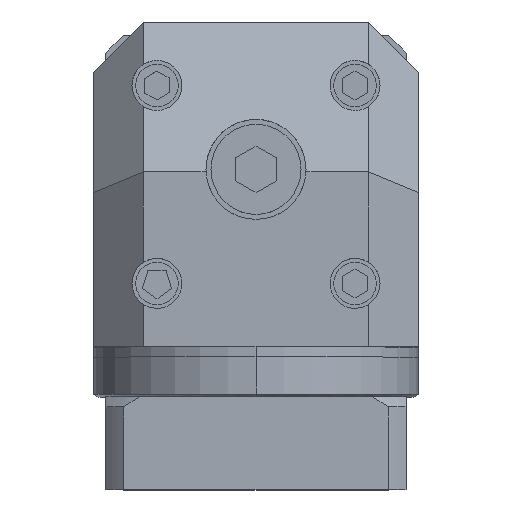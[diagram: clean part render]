
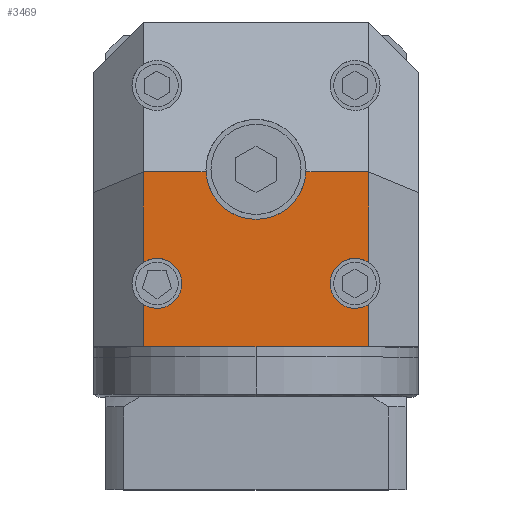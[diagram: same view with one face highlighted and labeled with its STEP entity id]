
A CAD part, top view. The second image highlights one B-rep face of the part: STEP entity #3469.
In plain terms, the highlighted planar face has unit normal (0, 0, 1).
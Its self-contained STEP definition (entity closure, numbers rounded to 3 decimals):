
#40 = CARTESIAN_POINT ( 'NONE',  ( -22.5, -15.591, 65. ) ) ;
#171 = DIRECTION ( 'NONE',  ( 1., 0., 0. ) ) ;
#186 = DIRECTION ( 'NONE',  ( 0., 0., 1. ) ) ;
#195 = CARTESIAN_POINT ( 'NONE',  ( 19.799, -19.799, 65. ) ) ;
#259 = CARTESIAN_POINT ( 'NONE',  ( 22.5, -24.007, 65. ) ) ;
#304 = AXIS2_PLACEMENT_3D ( 'NONE', #195, #186, #171 ) ;
#329 = ORIENTED_EDGE ( 'NONE', *, *, #4768, .T. ) ;
#367 = EDGE_CURVE ( 'NONE', #3535, #3322, #541, .T. ) ;
#403 = VECTOR ( 'NONE', #1359, 1000. ) ;
#491 = VERTEX_POINT ( 'NONE', #6149 ) ;
#541 = CIRCLE ( 'NONE', #304, 5. ) ;
#691 = ORIENTED_EDGE ( 'NONE', *, *, #5926, .F. ) ;
#807 = CARTESIAN_POINT ( 'NONE',  ( -19.799, -19.799, 65. ) ) ;
#825 = AXIS2_PLACEMENT_3D ( 'NONE', #7000, #2771, #7702 ) ;
#939 = CARTESIAN_POINT ( 'NONE',  ( 0., 2.5, 65. ) ) ;
#946 = EDGE_CURVE ( 'NONE', #6193, #3918, #3784, .T. ) ;
#981 = VECTOR ( 'NONE', #5219, 1000. ) ;
#1003 = DIRECTION ( 'NONE',  ( -1., 0., 0. ) ) ;
#1099 = EDGE_CURVE ( 'NONE', #3918, #491, #2672, .T. ) ;
#1134 = CARTESIAN_POINT ( 'NONE',  ( -22.5, 0., 65. ) ) ;
#1359 = DIRECTION ( 'NONE',  ( 0., -1., 0. ) ) ;
#1391 = CARTESIAN_POINT ( 'NONE',  ( -32.5, -32.5, 65. ) ) ;
#1457 = CARTESIAN_POINT ( 'NONE',  ( 22.5, -15.591, 65. ) ) ;
#1516 = DIRECTION ( 'NONE',  ( -1., 0., 0. ) ) ;
#1604 = DIRECTION ( 'NONE',  ( 0., -1., 0. ) ) ;
#1823 = ORIENTED_EDGE ( 'NONE', *, *, #5335, .T. ) ;
#1897 = ORIENTED_EDGE ( 'NONE', *, *, #1099, .T. ) ;
#1996 = VECTOR ( 'NONE', #7783, 1000. ) ;
#2060 = ORIENTED_EDGE ( 'NONE', *, *, #7880, .T. ) ;
#2144 = CARTESIAN_POINT ( 'NONE',  ( 0., 3., 65. ) ) ;
#2147 = VERTEX_POINT ( 'NONE', #9205 ) ;
#2279 = DIRECTION ( 'NONE',  ( 0., 0., 1. ) ) ;
#2322 = LINE ( 'NONE', #6340, #403 ) ;
#2350 = EDGE_CURVE ( 'NONE', #2147, #7137, #5944, .T. ) ;
#2452 = CARTESIAN_POINT ( 'NONE',  ( -22.5, 2.5, 65. ) ) ;
#2474 = CIRCLE ( 'NONE', #3519, 5. ) ;
#2547 = ORIENTED_EDGE ( 'NONE', *, *, #6797, .F. ) ;
#2570 = DIRECTION ( 'NONE',  ( -1., 0., 0. ) ) ;
#2661 = DIRECTION ( 'NONE',  ( 0., 0., -1. ) ) ;
#2672 = LINE ( 'NONE', #5140, #981 ) ;
#2692 = DIRECTION ( 'NONE',  ( 0., 1., 0. ) ) ;
#2771 = DIRECTION ( 'NONE',  ( 0., 0., 1. ) ) ;
#2789 = CARTESIAN_POINT ( 'NONE',  ( 0., 0., 65. ) ) ;
#2848 = DIRECTION ( 'NONE',  ( 0., 1., 0. ) ) ;
#2851 = DIRECTION ( 'NONE',  ( 0., 0., 1. ) ) ;
#2913 = VERTEX_POINT ( 'NONE', #8737 ) ;
#2914 = AXIS2_PLACEMENT_3D ( 'NONE', #2789, #2661, #2570 ) ;
#2944 = ORIENTED_EDGE ( 'NONE', *, *, #8763, .T. ) ;
#3177 = PLANE ( 'NONE',  #2914 ) ;
#3322 = VERTEX_POINT ( 'NONE', #5912 ) ;
#3443 = ORIENTED_EDGE ( 'NONE', *, *, #2350, .F. ) ;
#3469 = ADVANCED_FACE ( 'NONE', ( #5500 ), #3177, .F. ) ;
#3519 = AXIS2_PLACEMENT_3D ( 'NONE', #6524, #2279, #7220 ) ;
#3535 = VERTEX_POINT ( 'NONE', #1457 ) ;
#3546 = CARTESIAN_POINT ( 'NONE',  ( 22.5, 0., 65. ) ) ;
#3559 = EDGE_CURVE ( 'NONE', #5775, #7137, #8576, .T. ) ;
#3649 = DIRECTION ( 'NONE',  ( 1., 0., 0. ) ) ;
#3784 = LINE ( 'NONE', #1134, #5880 ) ;
#3911 = LINE ( 'NONE', #1391, #1996 ) ;
#3918 = VERTEX_POINT ( 'NONE', #9074 ) ;
#3981 = AXIS2_PLACEMENT_3D ( 'NONE', #2144, #2851, #3649 ) ;
#4010 = LINE ( 'NONE', #3546, #4237 ) ;
#4032 = VERTEX_POINT ( 'NONE', #2452 ) ;
#4237 = VECTOR ( 'NONE', #2848, 1000. ) ;
#4395 = CIRCLE ( 'NONE', #825, 5. ) ;
#4407 = VERTEX_POINT ( 'NONE', #259 ) ;
#4768 = EDGE_CURVE ( 'NONE', #491, #2913, #3911, .T. ) ;
#5086 = VERTEX_POINT ( 'NONE', #6085 ) ;
#5110 = AXIS2_PLACEMENT_3D ( 'NONE', #807, #5784, #1516 ) ;
#5140 = CARTESIAN_POINT ( 'NONE',  ( -32.5, -32.5, 65. ) ) ;
#5219 = DIRECTION ( 'NONE',  ( 1., 0., 0. ) ) ;
#5335 = EDGE_CURVE ( 'NONE', #3535, #5775, #4010, .T. ) ;
#5500 = FACE_OUTER_BOUND ( 'NONE', #5598, .T. ) ;
#5504 = CARTESIAN_POINT ( 'NONE',  ( 22.5, 0., 65. ) ) ;
#5518 = ORIENTED_EDGE ( 'NONE', *, *, #7553, .F. ) ;
#5598 = EDGE_LOOP ( 'NONE', ( #5665, #3443, #2944, #7961, #691, #5518, #7604, #1897, #329, #2060, #2547, #5715, #1823 ) ) ;
#5665 = ORIENTED_EDGE ( 'NONE', *, *, #3559, .T. ) ;
#5715 = ORIENTED_EDGE ( 'NONE', *, *, #367, .F. ) ;
#5775 = VERTEX_POINT ( 'NONE', #9098 ) ;
#5784 = DIRECTION ( 'NONE',  ( 0., 0., 1. ) ) ;
#5880 = VECTOR ( 'NONE', #1604, 1000. ) ;
#5912 = CARTESIAN_POINT ( 'NONE',  ( 14.799, -19.799, 65. ) ) ;
#5926 = EDGE_CURVE ( 'NONE', #5086, #6357, #2474, .T. ) ;
#5944 = CIRCLE ( 'NONE', #3981, 10. ) ;
#5970 = CARTESIAN_POINT ( 'NONE',  ( 9.987, 2.5, 65. ) ) ;
#6085 = CARTESIAN_POINT ( 'NONE',  ( -14.799, -19.799, 65. ) ) ;
#6149 = CARTESIAN_POINT ( 'NONE',  ( 0., -32.5, 65. ) ) ;
#6193 = VERTEX_POINT ( 'NONE', #8931 ) ;
#6340 = CARTESIAN_POINT ( 'NONE',  ( -22.5, 0., 65. ) ) ;
#6357 = VERTEX_POINT ( 'NONE', #40 ) ;
#6524 = CARTESIAN_POINT ( 'NONE',  ( -19.799, -19.799, 65. ) ) ;
#6546 = LINE ( 'NONE', #7710, #8198 ) ;
#6705 = VECTOR ( 'NONE', #1003, 1000. ) ;
#6797 = EDGE_CURVE ( 'NONE', #3322, #4407, #4395, .T. ) ;
#7000 = CARTESIAN_POINT ( 'NONE',  ( 19.799, -19.799, 65. ) ) ;
#7137 = VERTEX_POINT ( 'NONE', #5970 ) ;
#7220 = DIRECTION ( 'NONE',  ( -1., 0., 0. ) ) ;
#7312 = CIRCLE ( 'NONE', #5110, 5. ) ;
#7553 = EDGE_CURVE ( 'NONE', #6193, #5086, #7312, .T. ) ;
#7604 = ORIENTED_EDGE ( 'NONE', *, *, #946, .T. ) ;
#7686 = DIRECTION ( 'NONE',  ( -1., 0., 0. ) ) ;
#7702 = DIRECTION ( 'NONE',  ( 1., 0., 0. ) ) ;
#7710 = CARTESIAN_POINT ( 'NONE',  ( 0., 2.5, 65. ) ) ;
#7783 = DIRECTION ( 'NONE',  ( 1., 0., 0. ) ) ;
#7880 = EDGE_CURVE ( 'NONE', #2913, #4407, #9197, .T. ) ;
#7961 = ORIENTED_EDGE ( 'NONE', *, *, #8801, .T. ) ;
#8198 = VECTOR ( 'NONE', #7686, 1000. ) ;
#8576 = LINE ( 'NONE', #939, #6705 ) ;
#8737 = CARTESIAN_POINT ( 'NONE',  ( 22.5, -32.5, 65. ) ) ;
#8763 = EDGE_CURVE ( 'NONE', #2147, #4032, #6546, .T. ) ;
#8801 = EDGE_CURVE ( 'NONE', #4032, #6357, #2322, .T. ) ;
#8931 = CARTESIAN_POINT ( 'NONE',  ( -22.5, -24.007, 65. ) ) ;
#8977 = VECTOR ( 'NONE', #2692, 1000. ) ;
#9074 = CARTESIAN_POINT ( 'NONE',  ( -22.5, -32.5, 65. ) ) ;
#9098 = CARTESIAN_POINT ( 'NONE',  ( 22.5, 2.5, 65. ) ) ;
#9197 = LINE ( 'NONE', #5504, #8977 ) ;
#9205 = CARTESIAN_POINT ( 'NONE',  ( -9.987, 2.5, 65. ) ) ;
